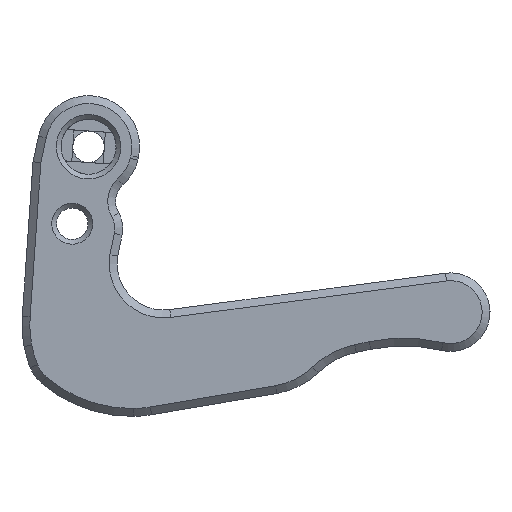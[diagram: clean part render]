
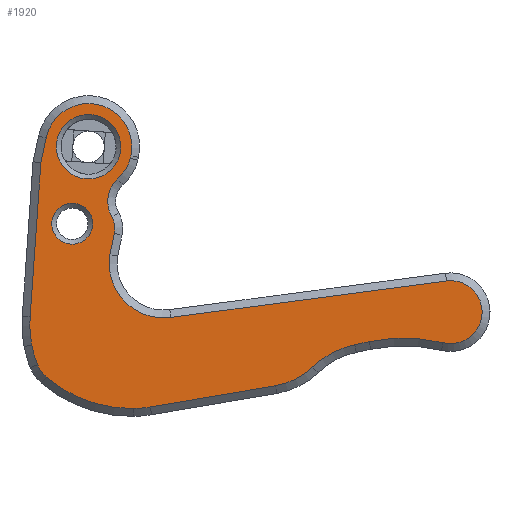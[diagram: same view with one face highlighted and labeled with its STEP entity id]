
A CAD part, left-side view. The second image highlights one B-rep face of the part: STEP entity #1920.
In plain terms, the highlighted planar face has unit normal (-1, 0, 0).
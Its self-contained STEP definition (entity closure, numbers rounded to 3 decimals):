
#21=FACE_BOUND('',#341,.T.);
#22=FACE_BOUND('',#342,.T.);
#52=CIRCLE('',#2015,5.5);
#54=CIRCLE('',#2020,14.);
#56=CIRCLE('',#2023,14.);
#58=CIRCLE('',#2026,4.);
#60=CIRCLE('',#2029,16.691);
#62=CIRCLE('',#2032,14.);
#64=CIRCLE('',#2036,9.);
#66=CIRCLE('',#2039,11.);
#68=CIRCLE('',#2043,21.);
#70=CIRCLE('',#2046,4.);
#72=CIRCLE('',#2050,6.928);
#74=CIRCLE('',#2053,3.);
#76=CIRCLE('',#2056,3.9);
#78=CIRCLE('',#2059,5.51);
#87=CIRCLE('',#2080,2.6);
#88=CIRCLE('',#2081,4.1);
#219=FACE_OUTER_BOUND('',#340,.T.);
#340=EDGE_LOOP('',(#1390,#1391,#1392,#1393,#1394,#1395,#1396,#1397,#1398,
#1399,#1400,#1401,#1402,#1403,#1404,#1405,#1406,#1407,#1408,#1409,#1410));
#341=EDGE_LOOP('',(#1411));
#342=EDGE_LOOP('',(#1412));
#446=LINE('',#2865,#626);
#449=LINE('',#2877,#629);
#451=LINE('',#2890,#631);
#456=LINE('',#2899,#636);
#463=LINE('',#2934,#643);
#468=LINE('',#2952,#648);
#473=LINE('',#2970,#653);
#626=VECTOR('',#2240,10.);
#629=VECTOR('',#2245,10.);
#631=VECTOR('',#2255,10.);
#636=VECTOR('',#2262,10.);
#643=VECTOR('',#2301,10.);
#648=VECTOR('',#2320,10.);
#653=VECTOR('',#2339,10.);
#806=VERTEX_POINT('',#2862);
#807=VERTEX_POINT('',#2864);
#810=VERTEX_POINT('',#2874);
#811=VERTEX_POINT('',#2876);
#813=VERTEX_POINT('',#2884);
#814=VERTEX_POINT('',#2889);
#817=VERTEX_POINT('',#2897);
#819=VERTEX_POINT('',#2902);
#821=VERTEX_POINT('',#2908);
#823=VERTEX_POINT('',#2914);
#825=VERTEX_POINT('',#2920);
#827=VERTEX_POINT('',#2926);
#829=VERTEX_POINT('',#2932);
#831=VERTEX_POINT('',#2938);
#833=VERTEX_POINT('',#2944);
#835=VERTEX_POINT('',#2950);
#837=VERTEX_POINT('',#2956);
#839=VERTEX_POINT('',#2962);
#841=VERTEX_POINT('',#2968);
#843=VERTEX_POINT('',#2977);
#845=VERTEX_POINT('',#2983);
#862=VERTEX_POINT('',#3045);
#863=VERTEX_POINT('',#3047);
#974=EDGE_CURVE('',#806,#807,#446,.T.);
#978=EDGE_CURVE('',#810,#811,#449,.T.);
#981=EDGE_CURVE('',#813,#810,#52,.T.);
#983=EDGE_CURVE('',#814,#813,#451,.T.);
#988=EDGE_CURVE('',#817,#814,#456,.T.);
#990=EDGE_CURVE('',#819,#817,#54,.T.);
#993=EDGE_CURVE('',#821,#819,#56,.T.);
#996=EDGE_CURVE('',#823,#821,#58,.T.);
#999=EDGE_CURVE('',#825,#823,#60,.T.);
#1002=EDGE_CURVE('',#827,#825,#62,.T.);
#1005=EDGE_CURVE('',#829,#827,#463,.T.);
#1008=EDGE_CURVE('',#831,#829,#64,.T.);
#1011=EDGE_CURVE('',#833,#831,#66,.T.);
#1014=EDGE_CURVE('',#835,#833,#468,.T.);
#1017=EDGE_CURVE('',#837,#835,#68,.T.);
#1020=EDGE_CURVE('',#839,#837,#70,.T.);
#1023=EDGE_CURVE('',#841,#839,#473,.T.);
#1025=EDGE_CURVE('',#807,#841,#72,.T.);
#1028=EDGE_CURVE('',#843,#806,#74,.T.);
#1031=EDGE_CURVE('',#845,#843,#76,.T.);
#1033=EDGE_CURVE('',#811,#845,#78,.T.);
#1062=EDGE_CURVE('',#862,#862,#87,.T.);
#1063=EDGE_CURVE('',#863,#863,#88,.T.);
#1390=ORIENTED_EDGE('',*,*,#978,.F.);
#1391=ORIENTED_EDGE('',*,*,#981,.F.);
#1392=ORIENTED_EDGE('',*,*,#983,.F.);
#1393=ORIENTED_EDGE('',*,*,#988,.F.);
#1394=ORIENTED_EDGE('',*,*,#990,.F.);
#1395=ORIENTED_EDGE('',*,*,#993,.F.);
#1396=ORIENTED_EDGE('',*,*,#996,.F.);
#1397=ORIENTED_EDGE('',*,*,#999,.F.);
#1398=ORIENTED_EDGE('',*,*,#1002,.F.);
#1399=ORIENTED_EDGE('',*,*,#1005,.F.);
#1400=ORIENTED_EDGE('',*,*,#1008,.F.);
#1401=ORIENTED_EDGE('',*,*,#1011,.F.);
#1402=ORIENTED_EDGE('',*,*,#1014,.F.);
#1403=ORIENTED_EDGE('',*,*,#1017,.F.);
#1404=ORIENTED_EDGE('',*,*,#1020,.F.);
#1405=ORIENTED_EDGE('',*,*,#1023,.F.);
#1406=ORIENTED_EDGE('',*,*,#1025,.F.);
#1407=ORIENTED_EDGE('',*,*,#974,.F.);
#1408=ORIENTED_EDGE('',*,*,#1028,.F.);
#1409=ORIENTED_EDGE('',*,*,#1031,.F.);
#1410=ORIENTED_EDGE('',*,*,#1033,.F.);
#1411=ORIENTED_EDGE('',*,*,#1062,.F.);
#1412=ORIENTED_EDGE('',*,*,#1063,.F.);
#1841=PLANE('',#2079);
#1920=ADVANCED_FACE('',(#219,#21,#22),#1841,.F.);
#2015=AXIS2_PLACEMENT_3D('',#2886,#2249,#2250);
#2020=AXIS2_PLACEMENT_3D('',#2904,#2266,#2267);
#2023=AXIS2_PLACEMENT_3D('',#2910,#2273,#2274);
#2026=AXIS2_PLACEMENT_3D('',#2916,#2280,#2281);
#2029=AXIS2_PLACEMENT_3D('',#2922,#2287,#2288);
#2032=AXIS2_PLACEMENT_3D('',#2928,#2294,#2295);
#2036=AXIS2_PLACEMENT_3D('',#2940,#2306,#2307);
#2039=AXIS2_PLACEMENT_3D('',#2946,#2313,#2314);
#2043=AXIS2_PLACEMENT_3D('',#2958,#2325,#2326);
#2046=AXIS2_PLACEMENT_3D('',#2964,#2332,#2333);
#2050=AXIS2_PLACEMENT_3D('',#2973,#2343,#2344);
#2053=AXIS2_PLACEMENT_3D('',#2979,#2350,#2351);
#2056=AXIS2_PLACEMENT_3D('',#2985,#2357,#2358);
#2059=AXIS2_PLACEMENT_3D('',#2988,#2363,#2364);
#2079=AXIS2_PLACEMENT_3D('',#3044,#2423,#2424);
#2080=AXIS2_PLACEMENT_3D('',#3046,#2425,#2426);
#2081=AXIS2_PLACEMENT_3D('',#3048,#2427,#2428);
#2240=DIRECTION('',(0.,0.139,-0.99));
#2245=DIRECTION('',(0.,0.139,-0.99));
#2249=DIRECTION('center_axis',(1.,0.,0.));
#2250=DIRECTION('ref_axis',(0.,-1.,0.));
#2255=DIRECTION('',(0.,-0.139,0.99));
#2262=DIRECTION('',(0.,0.,1.));
#2266=DIRECTION('center_axis',(1.,0.,0.));
#2267=DIRECTION('ref_axis',(0.,0.979,-0.205));
#2273=DIRECTION('center_axis',(1.,0.,0.));
#2274=DIRECTION('ref_axis',(0.,0.902,-0.431));
#2280=DIRECTION('center_axis',(1.,0.,0.));
#2281=DIRECTION('ref_axis',(0.,0.594,-0.804));
#2287=DIRECTION('center_axis',(1.,0.,0.));
#2288=DIRECTION('ref_axis',(0.,-0.085,-0.996));
#2294=DIRECTION('center_axis',(1.,0.,0.));
#2295=DIRECTION('ref_axis',(0.,-0.032,-1.));
#2301=DIRECTION('',(0.,0.972,-0.236));
#2306=DIRECTION('center_axis',(1.,0.,0.));
#2307=DIRECTION('ref_axis',(0.,-0.087,-0.996));
#2313=DIRECTION('center_axis',(-1.,0.,0.));
#2314=DIRECTION('ref_axis',(0.,0.742,0.671));
#2320=DIRECTION('',(0.,0.961,-0.276));
#2325=DIRECTION('center_axis',(-1.,0.,0.));
#2326=DIRECTION('ref_axis',(0.,0.276,0.961));
#2332=DIRECTION('center_axis',(1.,0.,0.));
#2333=DIRECTION('ref_axis',(0.,-0.276,-0.961));
#2339=DIRECTION('',(0.,-0.98,0.2));
#2343=DIRECTION('center_axis',(-1.,0.,0.));
#2344=DIRECTION('ref_axis',(0.,-0.2,-0.98));
#2350=DIRECTION('center_axis',(1.,0.,0.));
#2351=DIRECTION('ref_axis',(0.,-0.975,0.223));
#2357=DIRECTION('center_axis',(-1.,0.,0.));
#2358=DIRECTION('ref_axis',(0.,0.28,-0.96));
#2363=DIRECTION('center_axis',(1.,0.,0.));
#2364=DIRECTION('ref_axis',(0.,0.259,-0.966));
#2423=DIRECTION('center_axis',(1.,0.,0.));
#2424=DIRECTION('ref_axis',(0.,1.,0.));
#2425=DIRECTION('center_axis',(-1.,0.,0.));
#2426=DIRECTION('ref_axis',(0.,-1.,0.));
#2427=DIRECTION('center_axis',(-1.,0.,0.));
#2428=DIRECTION('ref_axis',(0.,-1.,0.));
#2862=CARTESIAN_POINT('',(-12.054,-64.389,-17.266));
#2864=CARTESIAN_POINT('',(-12.054,-64.005,-19.997));
#2865=CARTESIAN_POINT('',(-12.054,-63.608,-22.825));
#2874=CARTESIAN_POINT('',(-12.054,-65.792,-7.282));
#2876=CARTESIAN_POINT('',(-12.054,-65.746,-7.611));
#2877=CARTESIAN_POINT('',(-12.054,-63.608,-22.825));
#2884=CARTESIAN_POINT('',(-12.054,-54.899,-5.752));
#2886=CARTESIAN_POINT('Origin',(-12.054,-60.346,-6.517));
#2889=CARTESIAN_POINT('',(-12.054,-54.444,-8.988));
#2890=CARTESIAN_POINT('',(-12.054,-53.411,-16.343));
#2897=CARTESIAN_POINT('',(-12.054,-54.444,-28.565));
#2899=CARTESIAN_POINT('',(-12.054,-54.444,-14.186));
#2902=CARTESIAN_POINT('',(-12.054,-54.914,-32.162));
#2904=CARTESIAN_POINT('Origin',(-12.054,-68.444,-28.565));
#2908=CARTESIAN_POINT('',(-12.054,-55.811,-34.599));
#2910=CARTESIAN_POINT('Origin',(-12.054,-68.444,-28.565));
#2914=CARTESIAN_POINT('',(-12.054,-57.045,-36.093));
#2916=CARTESIAN_POINT('Origin',(-12.054,-59.421,-32.875));
#2920=CARTESIAN_POINT('',(-12.054,-68.382,-39.296));
#2922=CARTESIAN_POINT('Origin',(-12.054,-66.96,-22.666));
#2926=CARTESIAN_POINT('',(-12.054,-70.486,-38.953));
#2928=CARTESIAN_POINT('Origin',(-12.054,-67.189,-25.347));
#2932=CARTESIAN_POINT('',(-12.054,-86.155,-35.156));
#2934=CARTESIAN_POINT('',(-12.054,-70.132,-39.039));
#2938=CARTESIAN_POINT('',(-12.054,-90.709,-32.447));
#2940=CARTESIAN_POINT('Origin',(-12.054,-84.035,-26.409));
#2944=CARTESIAN_POINT('',(-12.054,-95.828,-29.255));
#2946=CARTESIAN_POINT('Origin',(-12.054,-98.866,-39.827));
#2950=CARTESIAN_POINT('',(-12.054,-97.654,-28.73));
#2952=CARTESIAN_POINT('',(-12.054,-80.373,-33.696));
#2956=CARTESIAN_POINT('',(-12.054,-107.032,-28.22));
#2958=CARTESIAN_POINT('Origin',(-12.054,-103.454,-48.913));
#2962=CARTESIAN_POINT('',(-12.054,-106.914,-20.359));
#2964=CARTESIAN_POINT('Origin',(-12.054,-107.713,-24.278));
#2968=CARTESIAN_POINT('',(-12.054,-72.288,-27.421));
#2970=CARTESIAN_POINT('',(-12.054,-84.622,-24.906));
#2973=CARTESIAN_POINT('Origin',(-12.054,-70.904,-20.633));
#2977=CARTESIAN_POINT('',(-12.054,-63.912,-15.181));
#2979=CARTESIAN_POINT('Origin',(-12.054,-61.418,-16.848));
#2983=CARTESIAN_POINT('',(-12.054,-64.332,-10.32));
#2985=CARTESIAN_POINT('Origin',(-12.054,-67.154,-13.013));
#2988=CARTESIAN_POINT('Origin',(-12.054,-60.346,-6.517));
#3044=CARTESIAN_POINT('Origin',(-12.054,-62.108,-28.365));
#3045=CARTESIAN_POINT('',(-12.054,-56.354,-16.42));
#3046=CARTESIAN_POINT('Origin',(-12.054,-58.954,-16.42));
#3047=CARTESIAN_POINT('',(-12.054,-56.246,-6.517));
#3048=CARTESIAN_POINT('Origin',(-12.054,-60.346,-6.517));
